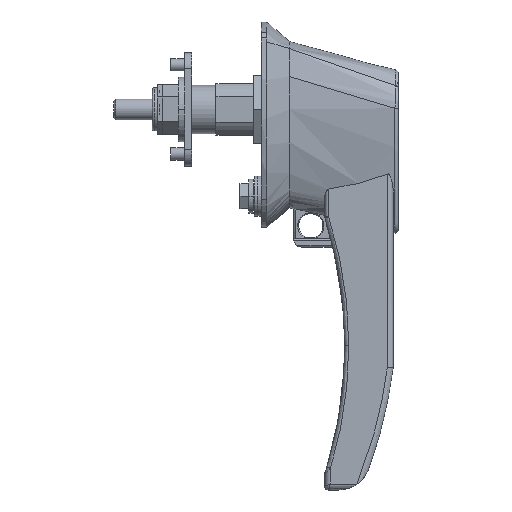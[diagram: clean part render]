
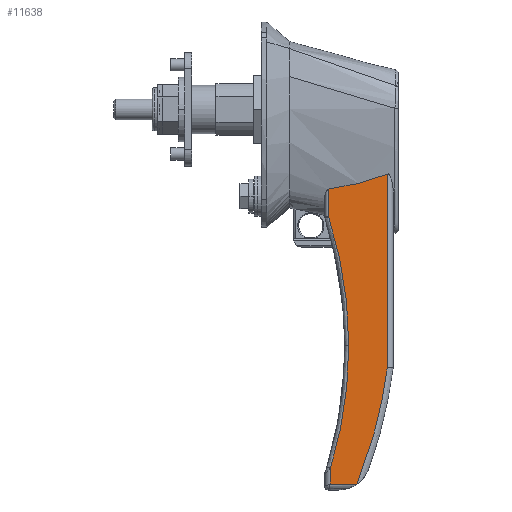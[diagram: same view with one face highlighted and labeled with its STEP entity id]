
A CAD part, top view. The second image highlights one B-rep face of the part: STEP entity #11638.
In plain terms, the highlighted face is planar.
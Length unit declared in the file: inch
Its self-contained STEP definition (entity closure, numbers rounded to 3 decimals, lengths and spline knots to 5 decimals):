
#42 = CARTESIAN_POINT ( 'NONE',  ( -4.82789, -20.34544, 26.56298 ) ) ;
#216 = CARTESIAN_POINT ( 'NONE',  ( -4.82789, -20.50929, 27.17882 ) ) ;
#453 = VERTEX_POINT ( 'NONE', #458 ) ;
#458 = CARTESIAN_POINT ( 'NONE',  ( -4.82789, -20.31544, 30.87334 ) ) ;
#911 = CARTESIAN_POINT ( 'NONE',  ( -4.82789, -20.62048, 28.79706 ) ) ;
#975 = CARTESIAN_POINT ( 'NONE',  ( -4.82789, -20.62713, 28.62764 ) ) ;
#1214 = CARTESIAN_POINT ( 'NONE',  ( -4.82789, -20.31544, 30.87334 ) ) ;
#1333 = CARTESIAN_POINT ( 'NONE',  ( -4.82789, -20.56835, 27.57409 ) ) ;
#1564 = CARTESIAN_POINT ( 'NONE',  ( -4.82789, -21.12624, 27.5108 ) ) ;
#1651 = EDGE_CURVE ( 'NONE', #14021, #3095, #12254, .T. ) ;
#2259 = CARTESIAN_POINT ( 'NONE',  ( -4.82789, -20.57565, 29.30319 ) ) ;
#2489 = CARTESIAN_POINT ( 'NONE',  ( -4.82789, -20.52078, 29.63659 ) ) ;
#2500 = CARTESIAN_POINT ( 'NONE',  ( -4.82789, -20.81632, 30.97117 ) ) ;
#2561 = LINE ( 'NONE', #9315, #15302 ) ;
#2848 = CARTESIAN_POINT ( 'NONE',  ( -4.82789, -20.75283, 26.31942 ) ) ;
#3040 = B_SPLINE_CURVE_WITH_KNOTS ( 'NONE', 3,
 ( #1214, #13158, #10343, #14410, #6403, #13102, #9067, #3847, #10411, #9181, #5123, #15797, #7814, #9133, #2500, #5184, #14521, #6513, #15866, #10534, #4252, #6693, #14762, #12124, #4143, #13458 ),
 .UNSPECIFIED., .F., .F.,
 ( 4, 2, 2, 1, 1, 1, 1, 1, 2, 2, 2, 1, 1, 1, 2, 2, 4 ),
 ( 0., 0.25, 0.375, 0.4375, 0.46875, 0.48437, 0.49219, 0.49609, 0.49805, 0.5, 0.625, 0.6875, 0.71875, 0.73437, 0.74219, 0.75, 1. ),
 .UNSPECIFIED. ) ;
#3084 = DIRECTION ( 'NONE',  ( -1., 0., 0. ) ) ;
#3095 = VERTEX_POINT ( 'NONE', #13379 ) ;
#3243 = B_SPLINE_CURVE_WITH_KNOTS ( 'NONE', 3,
 ( #2848, #13579, #6875, #1564, #12242, #12536 ),
 .UNSPECIFIED., .F., .F.,
 ( 4, 2, 4 ),
 ( 0., 0.5, 1. ),
 .UNSPECIFIED. ) ;
#3506 = LINE ( 'NONE', #5270, #13730 ) ;
#3549 = EDGE_CURVE ( 'NONE', #453, #15917, #2561, .T. ) ;
#3712 = CARTESIAN_POINT ( 'NONE',  ( -4.82789, -20.60553, 29.05076 ) ) ;
#3847 = CARTESIAN_POINT ( 'NONE',  ( -4.82789, -20.74603, 30.95376 ) ) ;
#4083 = CARTESIAN_POINT ( 'NONE',  ( -4.82789, -20.6198, 28.05487 ) ) ;
#4126 = CARTESIAN_POINT ( 'NONE',  ( -4.82789, -20.31544, 30.44811 ) ) ;
#4143 = CARTESIAN_POINT ( 'NONE',  ( -4.82789, -21.15305, 31.07646 ) ) ;
#4252 = CARTESIAN_POINT ( 'NONE',  ( -4.82789, -20.9948, 31.02288 ) ) ;
#5123 = CARTESIAN_POINT ( 'NONE',  ( -4.82789, -20.77346, 30.96048 ) ) ;
#5184 = CARTESIAN_POINT ( 'NONE',  ( -4.82789, -20.85468, 30.9814 ) ) ;
#5270 = CARTESIAN_POINT ( 'NONE',  ( -4.82789, -21.22544, 31.22942 ) ) ;
#5537 = DIRECTION ( 'NONE',  ( 0., 0., -1. ) ) ;
#6403 = CARTESIAN_POINT ( 'NONE',  ( -4.82789, -20.63128, 30.92782 ) ) ;
#6513 = CARTESIAN_POINT ( 'NONE',  ( -4.82789, -20.93943, 31.00573 ) ) ;
#6515 = CARTESIAN_POINT ( 'NONE',  ( -4.82789, -20.25544, 26.31942 ) ) ;
#6693 = CARTESIAN_POINT ( 'NONE',  ( -4.82789, -20.99939, 31.02434 ) ) ;
#6875 = CARTESIAN_POINT ( 'NONE',  ( -4.82789, -20.96806, 26.90567 ) ) ;
#7071 = B_SPLINE_CURVE_WITH_KNOTS ( 'NONE', 3,
 ( #16210, #8215, #4083, #13572, #16151, #1333, #8053, #216, #16041, #42 ),
 .UNSPECIFIED., .F., .F.,
 ( 4, 1, 1, 2, 2, 4 ),
 ( 0.51258, 0.63444, 0.69536, 0.72583, 0.75629, 1. ),
 .UNSPECIFIED. ) ;
#7159 = PLANE ( 'NONE',  #14157 ) ;
#7458 = ORIENTED_EDGE ( 'NONE', *, *, #9787, .T. ) ;
#7710 = VECTOR ( 'NONE', #5537, 39.37008 ) ;
#7814 = CARTESIAN_POINT ( 'NONE',  ( -4.82789, -20.77625, 30.96118 ) ) ;
#8053 = CARTESIAN_POINT ( 'NONE',  ( -4.82789, -20.56269, 27.53393 ) ) ;
#8215 = CARTESIAN_POINT ( 'NONE',  ( -4.82789, -20.62881, 28.2964 ) ) ;
#8693 = VECTOR ( 'NONE', #11884, 39.37008 ) ;
#9051 = ORIENTED_EDGE ( 'NONE', *, *, #3549, .T. ) ;
#9067 = CARTESIAN_POINT ( 'NONE',  ( -4.82789, -20.71439, 30.94624 ) ) ;
#9133 = CARTESIAN_POINT ( 'NONE',  ( -4.82789, -20.77675, 30.9613 ) ) ;
#9181 = CARTESIAN_POINT ( 'NONE',  ( -4.82789, -20.76956, 30.95952 ) ) ;
#9232 = EDGE_CURVE ( 'NONE', #11594, #14262, #3506, .T. ) ;
#9315 = CARTESIAN_POINT ( 'NONE',  ( -4.82789, -20.31544, 31.22942 ) ) ;
#9566 = EDGE_CURVE ( 'NONE', #3095, #11594, #3243, .T. ) ;
#9787 = EDGE_CURVE ( 'NONE', #15917, #9897, #11627, .T. ) ;
#9889 = VERTEX_POINT ( 'NONE', #10398 ) ;
#9897 = VERTEX_POINT ( 'NONE', #11755 ) ;
#10195 = ORIENTED_EDGE ( 'NONE', *, *, #15513, .F. ) ;
#10343 = CARTESIAN_POINT ( 'NONE',  ( -4.82789, -20.47802, 30.89803 ) ) ;
#10398 = CARTESIAN_POINT ( 'NONE',  ( -4.82789, -20.34544, 26.56298 ) ) ;
#10411 = CARTESIAN_POINT ( 'NONE',  ( -4.82789, -20.76174, 30.95759 ) ) ;
#10434 = ORIENTED_EDGE ( 'NONE', *, *, #1651, .T. ) ;
#10457 = CARTESIAN_POINT ( 'NONE',  ( -4.82789, -20.36703, 30.28835 ) ) ;
#10534 = CARTESIAN_POINT ( 'NONE',  ( -4.82789, -20.98793, 31.0207 ) ) ;
#10603 = ORIENTED_EDGE ( 'NONE', *, *, #9232, .T. ) ;
#10840 = DIRECTION ( 'NONE',  ( 0., 0., -1. ) ) ;
#10847 = EDGE_LOOP ( 'NONE', ( #15184, #10603, #10195, #9051, #7458, #15521, #15745, #10434 ) ) ;
#11594 = VERTEX_POINT ( 'NONE', #15116 ) ;
#11627 = B_SPLINE_CURVE_WITH_KNOTS ( 'NONE', 3,
 ( #16942, #10457, #13091, #12984, #2489, #14333, #14507, #2259, #3712, #911, #975, #14395, #15672 ),
 .UNSPECIFIED., .F., .F.,
 ( 4, 1, 1, 2, 2, 1, 2, 4 ),
 ( 0., 0.12815, 0.19222, 0.22425, 0.25629, 0.38444, 0.44851, 0.51258 ),
 .UNSPECIFIED. ) ;
#11638 = ADVANCED_FACE ( 'NONE', ( #15446 ), #7159, .T. ) ;
#11755 = CARTESIAN_POINT ( 'NONE',  ( -4.82789, -20.6288, 28.45784 ) ) ;
#11884 = DIRECTION ( 'NONE',  ( 0., -1., 0. ) ) ;
#12124 = CARTESIAN_POINT ( 'NONE',  ( -4.82789, -21.07922, 31.04992 ) ) ;
#12242 = CARTESIAN_POINT ( 'NONE',  ( -4.82789, -21.18567, 27.81718 ) ) ;
#12254 = LINE ( 'NONE', #6515, #8693 ) ;
#12536 = CARTESIAN_POINT ( 'NONE',  ( -4.82789, -21.22544, 28.12739 ) ) ;
#12596 = DIRECTION ( 'NONE',  ( 0., -1., 0. ) ) ;
#12984 = CARTESIAN_POINT ( 'NONE',  ( -4.82789, -20.49751, 29.76014 ) ) ;
#13091 = CARTESIAN_POINT ( 'NONE',  ( -4.82789, -20.43492, 30.04641 ) ) ;
#13102 = CARTESIAN_POINT ( 'NONE',  ( -4.82789, -20.68687, 30.94 ) ) ;
#13158 = CARTESIAN_POINT ( 'NONE',  ( -4.82789, -20.39817, 30.88488 ) ) ;
#13379 = CARTESIAN_POINT ( 'NONE',  ( -4.82789, -20.75283, 26.31942 ) ) ;
#13458 = CARTESIAN_POINT ( 'NONE',  ( -4.82789, -21.22544, 31.10528 ) ) ;
#13520 = CARTESIAN_POINT ( 'NONE',  ( -4.82789, -20.34544, 31.22942 ) ) ;
#13572 = CARTESIAN_POINT ( 'NONE',  ( -4.82789, -20.59352, 27.77416 ) ) ;
#13579 = CARTESIAN_POINT ( 'NONE',  ( -4.82789, -20.86995, 26.60939 ) ) ;
#13730 = VECTOR ( 'NONE', #15764, 39.37008 ) ;
#13762 = CARTESIAN_POINT ( 'NONE',  ( -4.82789, -20.25544, 31.22942 ) ) ;
#14021 = VERTEX_POINT ( 'NONE', #15979 ) ;
#14157 = AXIS2_PLACEMENT_3D ( 'NONE', #13762, #3084, #12596 ) ;
#14262 = VERTEX_POINT ( 'NONE', #14808 ) ;
#14333 = CARTESIAN_POINT ( 'NONE',  ( -4.82789, -20.5355, 29.55403 ) ) ;
#14395 = CARTESIAN_POINT ( 'NONE',  ( -4.82789, -20.6288, 28.54272 ) ) ;
#14410 = CARTESIAN_POINT ( 'NONE',  ( -4.82789, -20.5935, 30.92008 ) ) ;
#14507 = CARTESIAN_POINT ( 'NONE',  ( -4.82789, -20.54244, 29.51284 ) ) ;
#14521 = CARTESIAN_POINT ( 'NONE',  ( -4.82789, -20.91133, 30.99749 ) ) ;
#14611 = LINE ( 'NONE', #13520, #7710 ) ;
#14762 = CARTESIAN_POINT ( 'NONE',  ( -4.82789, -21.00161, 31.02505 ) ) ;
#14808 = CARTESIAN_POINT ( 'NONE',  ( -4.82789, -21.22544, 31.10528 ) ) ;
#15116 = CARTESIAN_POINT ( 'NONE',  ( -4.82789, -21.22544, 28.12739 ) ) ;
#15184 = ORIENTED_EDGE ( 'NONE', *, *, #9566, .T. ) ;
#15302 = VECTOR ( 'NONE', #10840, 39.37008 ) ;
#15446 = FACE_OUTER_BOUND ( 'NONE', #10847, .T. ) ;
#15513 = EDGE_CURVE ( 'NONE', #453, #14262, #3040, .T. ) ;
#15521 = ORIENTED_EDGE ( 'NONE', *, *, #15593, .T. ) ;
#15593 = EDGE_CURVE ( 'NONE', #9897, #9889, #7071, .T. ) ;
#15672 = CARTESIAN_POINT ( 'NONE',  ( -4.82789, -20.6288, 28.45784 ) ) ;
#15710 = EDGE_CURVE ( 'NONE', #9889, #14021, #14611, .T. ) ;
#15745 = ORIENTED_EDGE ( 'NONE', *, *, #15710, .T. ) ;
#15764 = DIRECTION ( 'NONE',  ( 0., 0., 1. ) ) ;
#15797 = CARTESIAN_POINT ( 'NONE',  ( -4.82789, -20.77513, 30.9609 ) ) ;
#15866 = CARTESIAN_POINT ( 'NONE',  ( -4.82789, -20.97183, 31.01566 ) ) ;
#15917 = VERTEX_POINT ( 'NONE', #4126 ) ;
#15979 = CARTESIAN_POINT ( 'NONE',  ( -4.82789, -20.34544, 26.31942 ) ) ;
#16041 = CARTESIAN_POINT ( 'NONE',  ( -4.82789, -20.43885, 26.86832 ) ) ;
#16151 = CARTESIAN_POINT ( 'NONE',  ( -4.82789, -20.57887, 27.65409 ) ) ;
#16210 = CARTESIAN_POINT ( 'NONE',  ( -4.82789, -20.6288, 28.45784 ) ) ;
#16942 = CARTESIAN_POINT ( 'NONE',  ( -4.82789, -20.31544, 30.44811 ) ) ;
